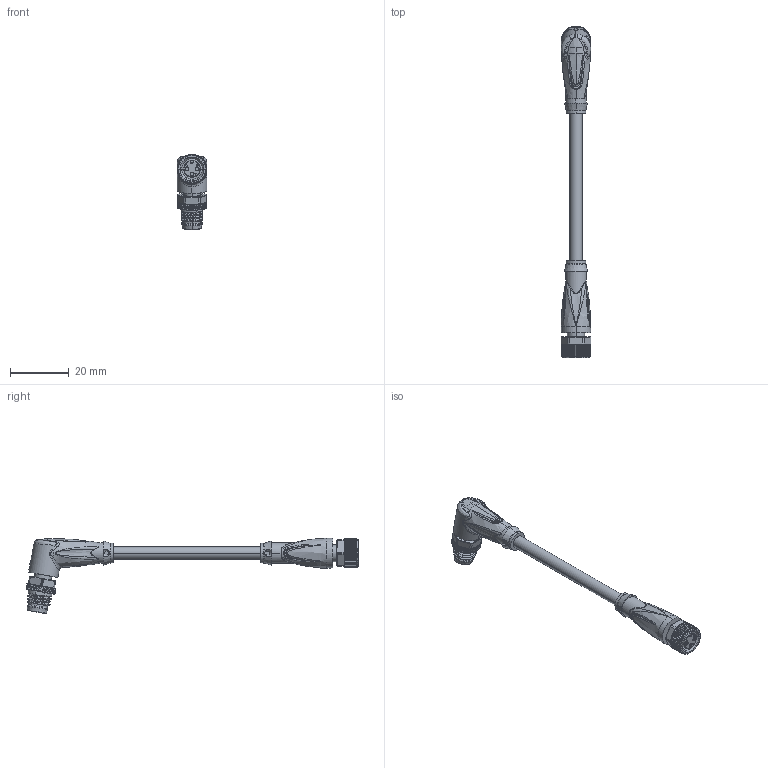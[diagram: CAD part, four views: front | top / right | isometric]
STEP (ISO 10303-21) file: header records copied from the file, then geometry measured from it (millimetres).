
FILE_DESCRIPTION(('STEP AP214'),'1');
FILE_NAME('cctmp_8A86DCA5-691F-4F52-A1F0-69A693495FC7_2022_04_27_10_51_50_0940..stp','2022-04-27T08:51:59',('KiM GmbH'),('CADClick - www.CADClick.com'),'Spatial InterOp 3D postprocessed',' ','unknown authorization');
FILE_SCHEMA(('AUTOMOTIVE_DESIGN'));
Length unit declared in the file: millimetre
Products named in the file (9): Connection2; Connection2_2; Connection2_1; T193877_1; Cable; Connection1; Connection1_2; Connection1_1; T193877
Assembly tree (8 placements, depth 4):
  T193877
    T193877_1
      Connection2
        Connection2_2
        Connection2_1
      Cable
      Connection1
        Connection1_2
        Connection1_1
Bounding box: 10 x 112.7 x 25.54 mm (x, y, z)
Volume: 5131.4 mm3; surface area: 4841.6 mm2
Topology: 8 solids, 10 shells, 1616 faces, 4277 edges, 2710 vertices
Faces by surface type: plane 741, bspline 258, torus 220, cylinder 201, cone 162, extrusion 28, sphere 6
Entity records: 123200 total; most frequent: CARTESIAN_POINT 73727, ORIENTED_EDGE 8526, DIRECTION 6903, EDGE_CURVE 4267, STYLED_ITEM 3322, PRESENTATION_STYLE_ASSIGNMENT 3322, VERTEX_POINT 2710, AXIS2_PLACEMENT_3D 2403
